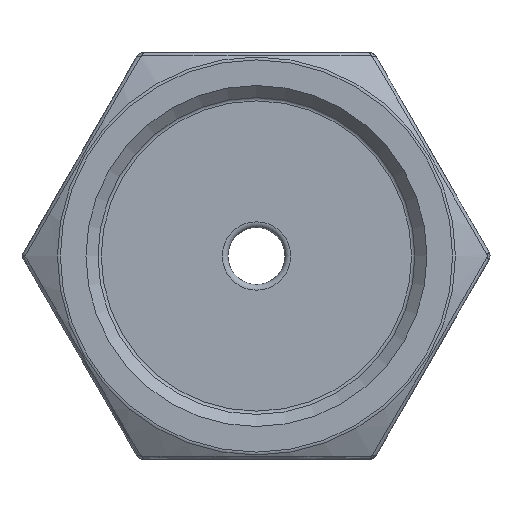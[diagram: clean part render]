
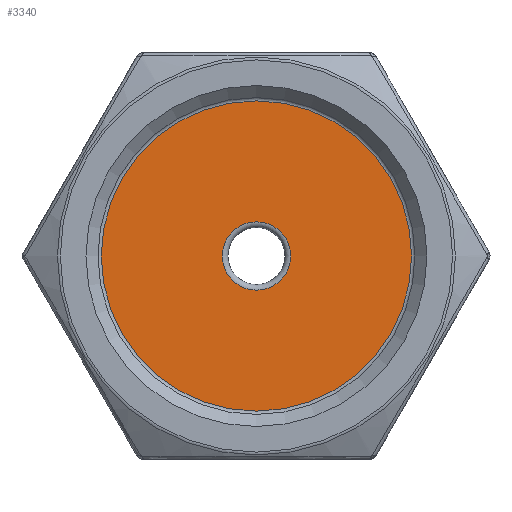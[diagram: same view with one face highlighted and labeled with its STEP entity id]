
A CAD part, left-side view. The second image highlights one B-rep face of the part: STEP entity #3340.
In plain terms, the highlighted planar face has unit normal (-1, 0, 0).
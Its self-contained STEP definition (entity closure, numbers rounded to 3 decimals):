
#209 = VERTEX_POINT ( 'NONE', #5050 ) ;
#1125 = DIRECTION ( 'NONE',  ( 1., 0., 0. ) ) ;
#1946 = VERTEX_POINT ( 'NONE', #5744 ) ;
#2461 = DIRECTION ( 'NONE',  ( 1., 0., 0. ) ) ;
#2988 = AXIS2_PLACEMENT_3D ( 'NONE', #4996, #1125, #9702 ) ;
#3033 = CIRCLE ( 'NONE', #11241, 4.2 ) ;
#3121 = EDGE_LOOP ( 'NONE', ( #12208 ) ) ;
#3340 = ADVANCED_FACE ( 'NONE', ( #4313, #7164 ), #6351, .F. ) ;
#4313 = FACE_BOUND ( 'NONE', #3121, .T. ) ;
#4996 = CARTESIAN_POINT ( 'NONE',  ( 20.5, 0., 0. ) ) ;
#5050 = CARTESIAN_POINT ( 'NONE',  ( 20.5, 0., 19.076 ) ) ;
#5744 = CARTESIAN_POINT ( 'NONE',  ( 20.5, 0., -4.2 ) ) ;
#6351 = PLANE ( 'NONE',  #11064 ) ;
#6390 = CARTESIAN_POINT ( 'NONE',  ( 20.5, 0., 0. ) ) ;
#7164 = FACE_OUTER_BOUND ( 'NONE', #10021, .T. ) ;
#7321 = DIRECTION ( 'NONE',  ( 0., 0., -1. ) ) ;
#7344 = ORIENTED_EDGE ( 'NONE', *, *, #7815, .F. ) ;
#7815 = EDGE_CURVE ( 'NONE', #209, #209, #9581, .T. ) ;
#9581 = CIRCLE ( 'NONE', #2988, 19.076 ) ;
#9702 = DIRECTION ( 'NONE',  ( 0., 0., 1. ) ) ;
#10021 = EDGE_LOOP ( 'NONE', ( #7344 ) ) ;
#10308 = EDGE_CURVE ( 'NONE', #1946, #1946, #3033, .T. ) ;
#10488 = CARTESIAN_POINT ( 'NONE',  ( 20.5, 0., -19.576 ) ) ;
#10543 = DIRECTION ( 'NONE',  ( 1., 0., 0. ) ) ;
#11064 = AXIS2_PLACEMENT_3D ( 'NONE', #10488, #10543, #11109 ) ;
#11109 = DIRECTION ( 'NONE',  ( 0., 1., 0. ) ) ;
#11241 = AXIS2_PLACEMENT_3D ( 'NONE', #6390, #2461, #7321 ) ;
#12208 = ORIENTED_EDGE ( 'NONE', *, *, #10308, .T. ) ;
